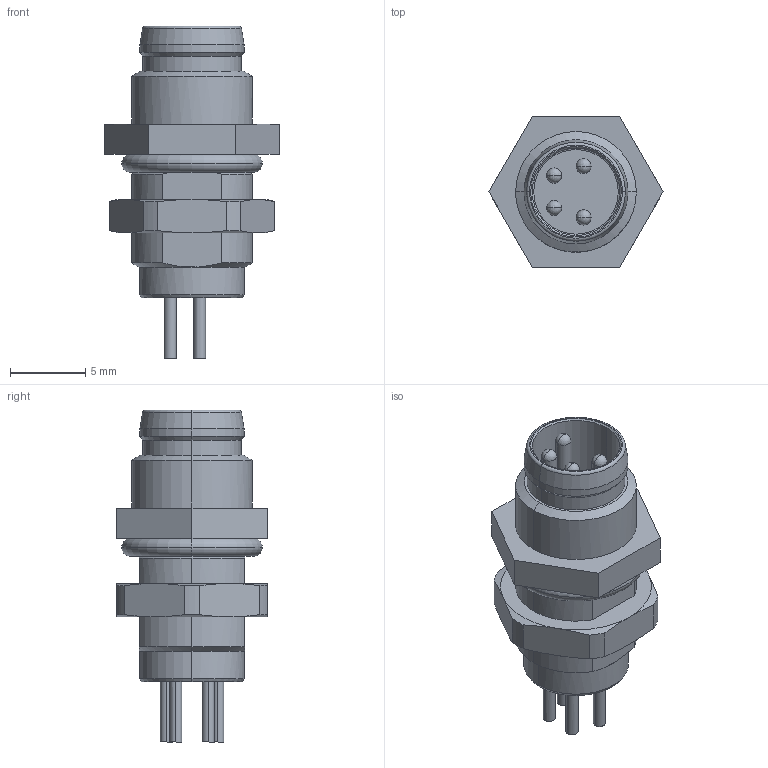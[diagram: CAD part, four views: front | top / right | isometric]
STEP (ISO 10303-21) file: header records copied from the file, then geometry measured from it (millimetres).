
FILE_DESCRIPTION(('CATIA V5 STEP Exchange','CAx-IF Rec.Pracs.--- Model Styling and Organization---1.4--- 2014-01-23'),'2;1');
FILE_NAME ('005779-3_0', '2020-11-10T12:38:39+00:00', ('none'), ('Weidmueller'), 'CATIA Version 5-6 Release 2016 SP3 HF44', 'CATIA V5 STEP AP214', 'none');
FILE_SCHEMA(('AUTOMOTIVE_DESIGN { 1 0 10303 214 1 1 1 1 }'));
Length unit declared in the file: millimetre
Products named in the file (1): 1078720000
Bounding box: 11.55 x 10 x 22 mm (x, y, z)
Volume: 850.7 mm3; surface area: 1332.8 mm2
Topology: 7 solids, 7 shells, 159 faces, 356 edges, 210 vertices
Faces by surface type: cylinder 62, plane 43, cone 30, torus 8, extrusion 8, sphere 8
Entity records: 4524 total; most frequent: CARTESIAN_POINT 1381, ORIENTED_EDGE 680, DIRECTION 509, EDGE_CURVE 324, AXIS2_PLACEMENT_3D 247, VERTEX_POINT 194, EDGE_LOOP 184, ADVANCED_FACE 159
